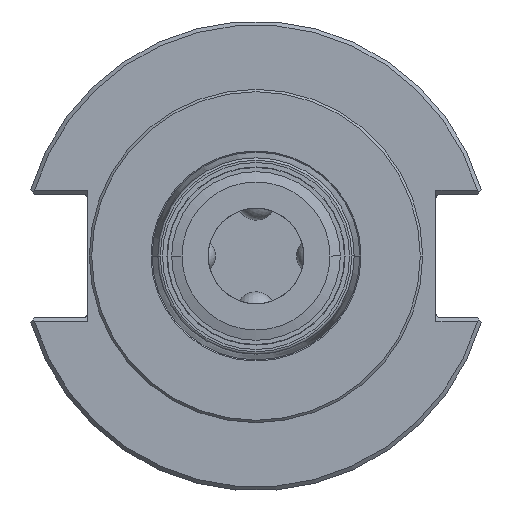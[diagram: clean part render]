
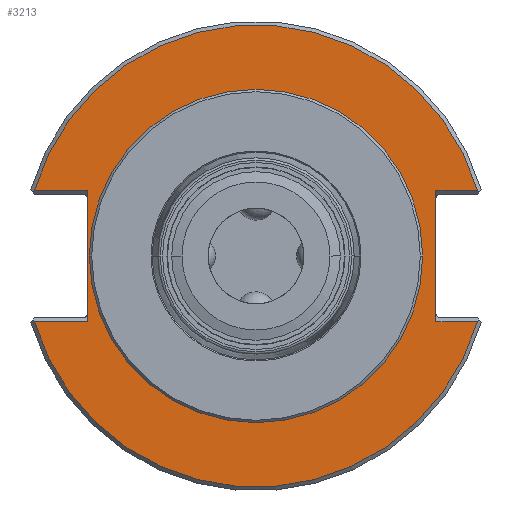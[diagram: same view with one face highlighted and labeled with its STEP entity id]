
A CAD part, front view. The second image highlights one B-rep face of the part: STEP entity #3213.
In plain terms, the highlighted planar face has unit normal (0, -1, 0).
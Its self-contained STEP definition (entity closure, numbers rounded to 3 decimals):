
#245=DIRECTION('',(0.,0.,-1.));
#246=VECTOR('',#245,27.51);
#247=CARTESIAN_POINT('',(37.7,15.95,13.755));
#248=LINE('',#247,#246);
#249=DIRECTION('',(0.,0.,-1.));
#250=VECTOR('',#249,27.51);
#251=CARTESIAN_POINT('',(-35.3,15.95,13.755));
#252=LINE('',#251,#250);
#253=CARTESIAN_POINT('',(0.,15.95,0.));
#254=DIRECTION('',(0.,-1.,0.));
#255=DIRECTION('',(-1.,0.,0.));
#256=AXIS2_PLACEMENT_3D('',#253,#254,#255);
#258=CARTESIAN_POINT('',(0.,15.95,0.));
#259=DIRECTION('',(0.,-1.,0.));
#260=DIRECTION('',(1.,0.,0.));
#261=AXIS2_PLACEMENT_3D('',#258,#259,#260);
#278=DIRECTION('',(1.,0.,0.));
#279=VECTOR('',#278,11.115);
#280=CARTESIAN_POINT('',(-46.415,15.95,13.753));
#281=LINE('',#280,#279);
#565=DIRECTION('',(-1.,0.,0.));
#566=VECTOR('',#565,11.115);
#567=CARTESIAN_POINT('',(-35.3,15.95,-13.755));
#568=LINE('',#567,#566);
#581=CARTESIAN_POINT('',(0.,15.95,0.));
#582=DIRECTION('',(0.,-1.,0.));
#583=DIRECTION('',(-0.959,0.,-0.284));
#584=AXIS2_PLACEMENT_3D('',#581,#582,#583);
#673=DIRECTION('',(1.,0.,0.));
#674=VECTOR('',#673,8.715);
#675=CARTESIAN_POINT('',(37.7,15.95,-13.755));
#676=LINE('',#675,#674);
#1148=DIRECTION('',(-1.,0.,0.));
#1149=VECTOR('',#1148,8.715);
#1150=CARTESIAN_POINT('',(46.415,15.95,13.753));
#1151=LINE('',#1150,#1149);
#1164=CARTESIAN_POINT('',(0.,15.95,0.));
#1165=DIRECTION('',(0.,-1.,0.));
#1166=DIRECTION('',(0.959,0.,0.284));
#1167=AXIS2_PLACEMENT_3D('',#1164,#1165,#1166);
#2454=CARTESIAN_POINT('',(-34.925,15.95,0.));
#2455=CARTESIAN_POINT('',(34.925,15.95,0.));
#2456=VERTEX_POINT('',#2454);
#2457=VERTEX_POINT('',#2455);
#2552=CARTESIAN_POINT('',(37.7,15.95,-13.755));
#2553=CARTESIAN_POINT('',(46.415,15.95,-13.753));
#2554=VERTEX_POINT('',#2552);
#2555=VERTEX_POINT('',#2553);
#2556=CARTESIAN_POINT('',(-35.3,15.95,-13.755));
#2557=CARTESIAN_POINT('',(-46.415,15.95,-13.753));
#2558=VERTEX_POINT('',#2556);
#2559=VERTEX_POINT('',#2557);
#2568=CARTESIAN_POINT('',(-46.415,15.95,13.753));
#2569=CARTESIAN_POINT('',(-35.3,15.95,13.755));
#2570=VERTEX_POINT('',#2568);
#2571=VERTEX_POINT('',#2569);
#2572=CARTESIAN_POINT('',(46.415,15.95,13.753));
#2573=CARTESIAN_POINT('',(37.7,15.95,13.755));
#2574=VERTEX_POINT('',#2572);
#2575=VERTEX_POINT('',#2573);
#3185=CARTESIAN_POINT('',(0.,15.95,0.));
#3186=DIRECTION('',(0.,-1.,0.));
#3187=DIRECTION('',(-1.,0.,0.));
#3188=AXIS2_PLACEMENT_3D('',#3185,#3186,#3187);
#3189=PLANE('',#3188);
#3191=ORIENTED_EDGE('',*,*,#3190,.F.);
#3193=ORIENTED_EDGE('',*,*,#3192,.F.);
#3195=ORIENTED_EDGE('',*,*,#3194,.T.);
#3197=ORIENTED_EDGE('',*,*,#3196,.T.);
#3199=ORIENTED_EDGE('',*,*,#3198,.T.);
#3201=ORIENTED_EDGE('',*,*,#3200,.F.);
#3203=ORIENTED_EDGE('',*,*,#3202,.F.);
#3205=ORIENTED_EDGE('',*,*,#3204,.F.);
#3206=EDGE_LOOP('',(#3191,#3193,#3195,#3197,#3199,#3201,#3203,#3205));
#3207=FACE_OUTER_BOUND('',#3206,.F.);
#3209=ORIENTED_EDGE('',*,*,#3208,.T.);
#3210=ORIENTED_EDGE('',*,*,#3175,.T.);
#3211=EDGE_LOOP('',(#3209,#3210));
#3212=FACE_BOUND('',#3211,.F.);
#3213=ADVANCED_FACE('',(#3207,#3212),#3189,.T.);
#257=CIRCLE('',#256,34.925);
#262=CIRCLE('',#261,34.925);
#585=CIRCLE('',#584,48.41);
#1168=CIRCLE('',#1167,48.41);
#3175=EDGE_CURVE('',#2457,#2456,#262,.T.);
#3190=EDGE_CURVE('',#2570,#2571,#281,.T.);
#3192=EDGE_CURVE('',#2574,#2570,#1168,.T.);
#3194=EDGE_CURVE('',#2574,#2575,#1151,.T.);
#3196=EDGE_CURVE('',#2575,#2554,#248,.T.);
#3198=EDGE_CURVE('',#2554,#2555,#676,.T.);
#3200=EDGE_CURVE('',#2559,#2555,#585,.T.);
#3202=EDGE_CURVE('',#2558,#2559,#568,.T.);
#3204=EDGE_CURVE('',#2571,#2558,#252,.T.);
#3208=EDGE_CURVE('',#2456,#2457,#257,.T.);
